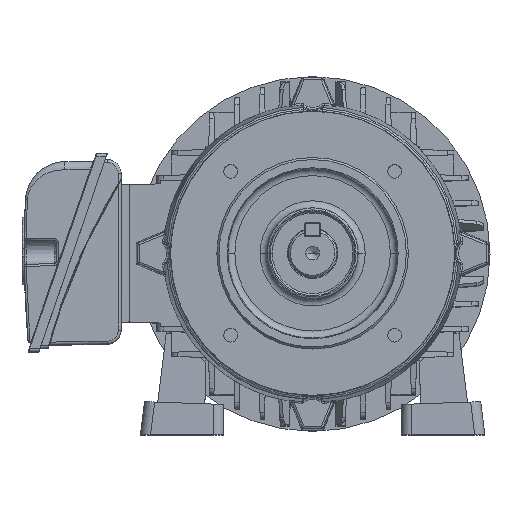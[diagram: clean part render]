
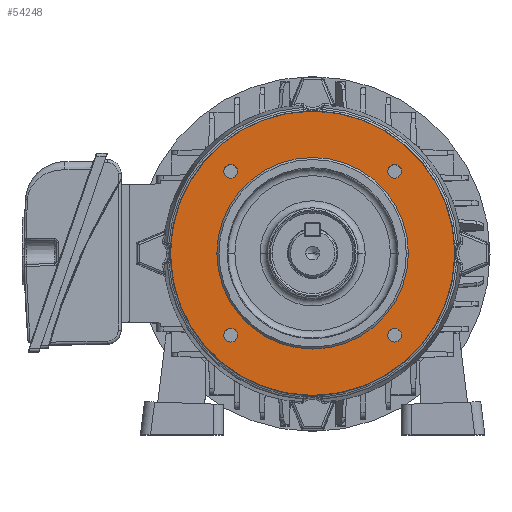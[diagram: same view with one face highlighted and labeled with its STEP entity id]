
A CAD part, top view. The second image highlights one B-rep face of the part: STEP entity #54248.
In plain terms, the highlighted planar face has unit normal (0, 0, 1).
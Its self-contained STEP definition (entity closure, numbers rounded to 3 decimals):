
#259 = AXIS2_PLACEMENT_3D ( 'NONE', #43286, #24872, #20775 ) ;
#1053 = DIRECTION ( 'NONE',  ( 1., 0., 0. ) ) ;
#2032 = AXIS2_PLACEMENT_3D ( 'NONE', #50025, #22831, #27244 ) ;
#2615 = CARTESIAN_POINT ( 'NONE',  ( -44.059, -40.659, 7.1 ) ) ;
#2735 = EDGE_CURVE ( 'NONE', #8120, #20617, #34301, .T. ) ;
#3024 = ORIENTED_EDGE ( 'NONE', *, *, #18440, .F. ) ;
#3780 = CIRCLE ( 'NONE', #2032, 3.4 ) ;
#3841 = DIRECTION ( 'NONE',  ( 0., 0., 1. ) ) ;
#4653 = DIRECTION ( 'NONE',  ( 1., 0., 0. ) ) ;
#4698 = EDGE_CURVE ( 'NONE', #20617, #8120, #8322, .T. ) ;
#4829 = FACE_BOUND ( 'NONE', #33618, .T. ) ;
#5034 = EDGE_LOOP ( 'NONE', ( #27544, #40996 ) ) ;
#5560 = CARTESIAN_POINT ( 'NONE',  ( -44.059, 40.659, 7.1 ) ) ;
#5938 = AXIS2_PLACEMENT_3D ( 'NONE', #46052, #36691, #1053 ) ;
#6343 = CARTESIAN_POINT ( 'NONE',  ( 47.5, 0., 7.1 ) ) ;
#8120 = VERTEX_POINT ( 'NONE', #48353 ) ;
#8322 = CIRCLE ( 'NONE', #41892, 3.4 ) ;
#8325 = EDGE_CURVE ( 'NONE', #25715, #52428, #32424, .T. ) ;
#8938 = CIRCLE ( 'NONE', #41593, 70.526 ) ;
#9788 = EDGE_LOOP ( 'NONE', ( #18292, #36208 ) ) ;
#10599 = VERTEX_POINT ( 'NONE', #31011 ) ;
#11437 = ORIENTED_EDGE ( 'NONE', *, *, #49712, .F. ) ;
#11626 = CIRCLE ( 'NONE', #46151, 47.5 ) ;
#11898 = DIRECTION ( 'NONE',  ( 1., 0., 0. ) ) ;
#12188 = CARTESIAN_POINT ( 'NONE',  ( 0., 0., 7.1 ) ) ;
#14330 = CARTESIAN_POINT ( 'NONE',  ( -70.526, 0., 7.1 ) ) ;
#14703 = AXIS2_PLACEMENT_3D ( 'NONE', #50365, #28143, #41010 ) ;
#16313 = FACE_BOUND ( 'NONE', #5034, .T. ) ;
#16672 = ORIENTED_EDGE ( 'NONE', *, *, #2735, .F. ) ;
#17715 = DIRECTION ( 'NONE',  ( 0., 0., 1. ) ) ;
#17768 = DIRECTION ( 'NONE',  ( 0., 0., 1. ) ) ;
#18292 = ORIENTED_EDGE ( 'NONE', *, *, #30449, .F. ) ;
#18360 = VERTEX_POINT ( 'NONE', #6343 ) ;
#18440 = EDGE_CURVE ( 'NONE', #10599, #18360, #32835, .T. ) ;
#19765 = CARTESIAN_POINT ( 'NONE',  ( 0., 0., 7.1 ) ) ;
#20052 = DIRECTION ( 'NONE',  ( 1., 0., 0. ) ) ;
#20085 = AXIS2_PLACEMENT_3D ( 'NONE', #53061, #21762, #57760 ) ;
#20617 = VERTEX_POINT ( 'NONE', #26471 ) ;
#20775 = DIRECTION ( 'NONE',  ( 1., 0., 0. ) ) ;
#21378 = EDGE_CURVE ( 'NONE', #55179, #23743, #29282, .T. ) ;
#21762 = DIRECTION ( 'NONE',  ( 0., 0., 1. ) ) ;
#22170 = CARTESIAN_POINT ( 'NONE',  ( -40.659, -40.659, 7.1 ) ) ;
#22331 = DIRECTION ( 'NONE',  ( 0., 0., 1. ) ) ;
#22831 = DIRECTION ( 'NONE',  ( 0., 0., 1. ) ) ;
#23340 = CARTESIAN_POINT ( 'NONE',  ( 37.259, 40.659, 7.1 ) ) ;
#23743 = VERTEX_POINT ( 'NONE', #31537 ) ;
#24872 = DIRECTION ( 'NONE',  ( 0., 0., 1. ) ) ;
#25715 = VERTEX_POINT ( 'NONE', #23340 ) ;
#26149 = FACE_OUTER_BOUND ( 'NONE', #30008, .T. ) ;
#26471 = CARTESIAN_POINT ( 'NONE',  ( 44.059, -40.659, 7.1 ) ) ;
#26541 = DIRECTION ( 'NONE',  ( 0., 0., 1. ) ) ;
#26588 = EDGE_CURVE ( 'NONE', #56231, #27490, #55373, .T. ) ;
#27244 = DIRECTION ( 'NONE',  ( 1., 0., 0. ) ) ;
#27490 = VERTEX_POINT ( 'NONE', #38480 ) ;
#27544 = ORIENTED_EDGE ( 'NONE', *, *, #31261, .F. ) ;
#28143 = DIRECTION ( 'NONE',  ( 0., 0., 1. ) ) ;
#29282 = CIRCLE ( 'NONE', #49815, 3.4 ) ;
#29871 = DIRECTION ( 'NONE',  ( 0., 0., 1. ) ) ;
#30008 = EDGE_LOOP ( 'NONE', ( #45607, #55947 ) ) ;
#30345 = DIRECTION ( 'NONE',  ( 1., 0., 0. ) ) ;
#30449 = EDGE_CURVE ( 'NONE', #23743, #55179, #37670, .T. ) ;
#30509 = VERTEX_POINT ( 'NONE', #33758 ) ;
#30811 = FACE_BOUND ( 'NONE', #31968, .T. ) ;
#31011 = CARTESIAN_POINT ( 'NONE',  ( -47.5, 0., 7.1 ) ) ;
#31261 = EDGE_CURVE ( 'NONE', #27490, #56231, #45223, .T. ) ;
#31537 = CARTESIAN_POINT ( 'NONE',  ( -37.259, -40.659, 7.1 ) ) ;
#31869 = EDGE_LOOP ( 'NONE', ( #41099, #16672 ) ) ;
#31968 = EDGE_LOOP ( 'NONE', ( #57543, #56338 ) ) ;
#32424 = CIRCLE ( 'NONE', #14703, 3.4 ) ;
#32454 = AXIS2_PLACEMENT_3D ( 'NONE', #48936, #22331, #39590 ) ;
#32640 = DIRECTION ( 'NONE',  ( 0., 0., 1. ) ) ;
#32835 = CIRCLE ( 'NONE', #50580, 47.5 ) ;
#33618 = EDGE_LOOP ( 'NONE', ( #11437, #3024 ) ) ;
#33758 = CARTESIAN_POINT ( 'NONE',  ( 70.526, 0., 7.1 ) ) ;
#33871 = EDGE_CURVE ( 'NONE', #34378, #30509, #8938, .T. ) ;
#34138 = FACE_BOUND ( 'NONE', #31869, .T. ) ;
#34301 = CIRCLE ( 'NONE', #32454, 3.4 ) ;
#34378 = VERTEX_POINT ( 'NONE', #14330 ) ;
#35872 = AXIS2_PLACEMENT_3D ( 'NONE', #44624, #17715, #38589 ) ;
#35885 = CARTESIAN_POINT ( 'NONE',  ( 0., 0., 7.1 ) ) ;
#36208 = ORIENTED_EDGE ( 'NONE', *, *, #21378, .F. ) ;
#36691 = DIRECTION ( 'NONE',  ( 0., 0., 1. ) ) ;
#37670 = CIRCLE ( 'NONE', #5938, 3.4 ) ;
#38359 = CARTESIAN_POINT ( 'NONE',  ( 40.659, -40.659, 7.1 ) ) ;
#38480 = CARTESIAN_POINT ( 'NONE',  ( -37.259, 40.659, 7.1 ) ) ;
#38589 = DIRECTION ( 'NONE',  ( 1., 0., 0. ) ) ;
#38646 = DIRECTION ( 'NONE',  ( 1., 0., 0. ) ) ;
#39590 = DIRECTION ( 'NONE',  ( 1., 0., 0. ) ) ;
#40996 = ORIENTED_EDGE ( 'NONE', *, *, #26588, .F. ) ;
#41010 = DIRECTION ( 'NONE',  ( 1., 0., 0. ) ) ;
#41099 = ORIENTED_EDGE ( 'NONE', *, *, #4698, .F. ) ;
#41593 = AXIS2_PLACEMENT_3D ( 'NONE', #35885, #26541, #30345 ) ;
#41892 = AXIS2_PLACEMENT_3D ( 'NONE', #38359, #29871, #38646 ) ;
#43286 = CARTESIAN_POINT ( 'NONE',  ( -40.659, 40.659, 7.1 ) ) ;
#43333 = EDGE_CURVE ( 'NONE', #30509, #34378, #44867, .T. ) ;
#43573 = CARTESIAN_POINT ( 'NONE',  ( 0., 0., 7.1 ) ) ;
#44314 = EDGE_CURVE ( 'NONE', #52428, #25715, #3780, .T. ) ;
#44624 = CARTESIAN_POINT ( 'NONE',  ( -40.659, 40.659, 7.1 ) ) ;
#44867 = CIRCLE ( 'NONE', #52373, 70.526 ) ;
#45223 = CIRCLE ( 'NONE', #35872, 3.4 ) ;
#45607 = ORIENTED_EDGE ( 'NONE', *, *, #33871, .T. ) ;
#46052 = CARTESIAN_POINT ( 'NONE',  ( -40.659, -40.659, 7.1 ) ) ;
#46151 = AXIS2_PLACEMENT_3D ( 'NONE', #19765, #32640, #20052 ) ;
#47836 = DIRECTION ( 'NONE',  ( 0., 0., 1. ) ) ;
#48353 = CARTESIAN_POINT ( 'NONE',  ( 37.259, -40.659, 7.1 ) ) ;
#48936 = CARTESIAN_POINT ( 'NONE',  ( 40.659, -40.659, 7.1 ) ) ;
#49712 = EDGE_CURVE ( 'NONE', #18360, #10599, #11626, .T. ) ;
#49815 = AXIS2_PLACEMENT_3D ( 'NONE', #22170, #17768, #4653 ) ;
#50025 = CARTESIAN_POINT ( 'NONE',  ( 40.659, 40.659, 7.1 ) ) ;
#50365 = CARTESIAN_POINT ( 'NONE',  ( 40.659, 40.659, 7.1 ) ) ;
#50580 = AXIS2_PLACEMENT_3D ( 'NONE', #12188, #47836, #11898 ) ;
#51996 = FACE_BOUND ( 'NONE', #9788, .T. ) ;
#52373 = AXIS2_PLACEMENT_3D ( 'NONE', #43573, #3841, #57634 ) ;
#52428 = VERTEX_POINT ( 'NONE', #56268 ) ;
#53061 = CARTESIAN_POINT ( 'NONE',  ( 0., 80., 7.1 ) ) ;
#54248 = ADVANCED_FACE ( 'NONE', ( #16313, #30811, #51996, #34138, #4829, #26149 ), #56111, .T. ) ;
#55179 = VERTEX_POINT ( 'NONE', #2615 ) ;
#55373 = CIRCLE ( 'NONE', #259, 3.4 ) ;
#55947 = ORIENTED_EDGE ( 'NONE', *, *, #43333, .T. ) ;
#56111 = PLANE ( 'NONE',  #20085 ) ;
#56231 = VERTEX_POINT ( 'NONE', #5560 ) ;
#56268 = CARTESIAN_POINT ( 'NONE',  ( 44.059, 40.659, 7.1 ) ) ;
#56338 = ORIENTED_EDGE ( 'NONE', *, *, #8325, .F. ) ;
#57543 = ORIENTED_EDGE ( 'NONE', *, *, #44314, .F. ) ;
#57634 = DIRECTION ( 'NONE',  ( 1., 0., 0. ) ) ;
#57760 = DIRECTION ( 'NONE',  ( 1., 0., 0. ) ) ;
